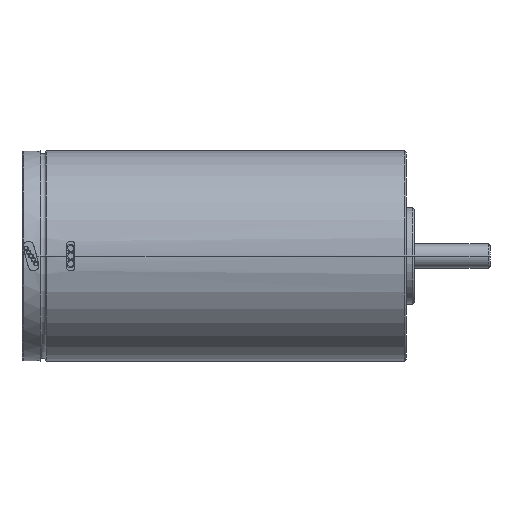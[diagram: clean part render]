
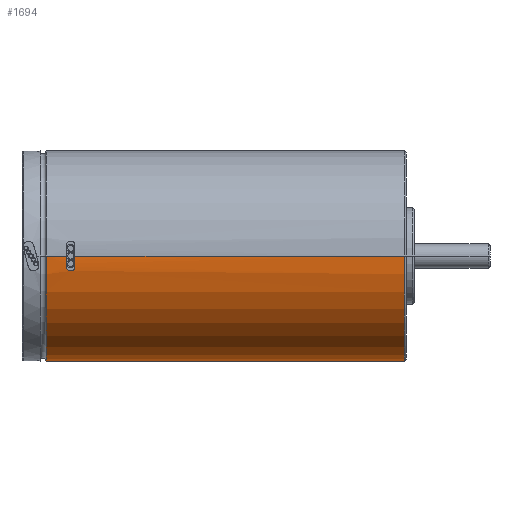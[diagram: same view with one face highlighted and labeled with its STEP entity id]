
A CAD part, front view. The second image highlights one B-rep face of the part: STEP entity #1694.
In plain terms, the highlighted cylindrical face has radius 17.5 mm (diameter 35 mm), a partial arc.
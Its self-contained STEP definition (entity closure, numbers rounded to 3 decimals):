
#296=CARTESIAN_POINT('',(24.7,0.,0.));
#297=DIRECTION('',(-1.,0.,0.));
#298=DIRECTION('',(0.,1.,0.));
#299=AXIS2_PLACEMENT_3D('',#296,#297,#298);
#301=DIRECTION('',(-1.,0.,0.));
#302=VECTOR('',#301,59.7);
#303=CARTESIAN_POINT('',(24.7,17.5,0.));
#304=LINE('',#303,#302);
#305=DIRECTION('',(-1.,0.,0.));
#306=VECTOR('',#305,3.424);
#307=CARTESIAN_POINT('',(-31.576,-17.5,0.));
#308=LINE('',#307,#306);
#309=CARTESIAN_POINT('',(-31.576,0.,0.));
#310=DIRECTION('',(1.,0.,0.));
#311=DIRECTION('',(0.,-1.,0.));
#312=AXIS2_PLACEMENT_3D('',#309,#310,#311);
#314=CARTESIAN_POINT('',(-31.576,-17.407,-1.8));
#315=CARTESIAN_POINT('',(-31.576,-17.399,
-1.884));
#316=CARTESIAN_POINT('',(-31.548,-17.381,
-2.041));
#317=CARTESIAN_POINT('',(-31.425,-17.354,
-2.258));
#318=CARTESIAN_POINT('',(-31.233,-17.332,
-2.418));
#319=CARTESIAN_POINT('',(-31.002,-17.32,
-2.503));
#320=CARTESIAN_POINT('',(-30.753,-17.32,
-2.504));
#321=CARTESIAN_POINT('',(-30.52,-17.332,
-2.419));
#322=CARTESIAN_POINT('',(-30.33,-17.354,
-2.262));
#323=CARTESIAN_POINT('',(-30.204,-17.381,
-2.042));
#324=CARTESIAN_POINT('',(-30.176,-17.398,
-1.884));
#325=CARTESIAN_POINT('',(-30.176,-17.407,-1.8));
#327=CARTESIAN_POINT('',(-30.176,0.,0.));
#328=DIRECTION('',(1.,0.,0.));
#329=DIRECTION('',(0.,-1.,0.));
#330=AXIS2_PLACEMENT_3D('',#327,#328,#329);
#332=DIRECTION('',(-1.,0.,0.));
#333=VECTOR('',#332,54.876);
#334=CARTESIAN_POINT('',(24.7,-17.5,0.));
#335=LINE('',#334,#333);
#558=CARTESIAN_POINT('',(-35.,0.,0.));
#559=DIRECTION('',(-1.,0.,0.));
#560=DIRECTION('',(0.,1.,0.));
#561=AXIS2_PLACEMENT_3D('',#558,#559,#560);
#970=CARTESIAN_POINT('',(-35.,17.5,0.));
#972=VERTEX_POINT('',#970);
#974=CARTESIAN_POINT('',(-35.,-17.5,0.));
#976=VERTEX_POINT('',#974);
#1008=CARTESIAN_POINT('',(-31.576,-17.5,0.));
#1009=VERTEX_POINT('',#1008);
#1010=CARTESIAN_POINT('',(-30.176,-17.5,0.));
#1011=VERTEX_POINT('',#1010);
#1012=CARTESIAN_POINT('',(-31.576,-17.407,-1.8));
#1013=VERTEX_POINT('',#1012);
#1014=VERTEX_POINT('',#325);
#1063=CARTESIAN_POINT('',(24.7,17.5,0.));
#1064=CARTESIAN_POINT('',(24.7,-17.5,0.));
#1065=VERTEX_POINT('',#1063);
#1066=VERTEX_POINT('',#1064);
#1672=CARTESIAN_POINT('',(-42.9,0.,0.));
#1673=DIRECTION('',(1.,0.,0.));
#1674=DIRECTION('',(0.,-1.,0.));
#1675=AXIS2_PLACEMENT_3D('',#1672,#1673,#1674);
#1676=CYLINDRICAL_SURFACE('',#1675,17.5);
#1677=ORIENTED_EDGE('',*,*,#1662,.F.);
#1679=ORIENTED_EDGE('',*,*,#1678,.T.);
#1681=ORIENTED_EDGE('',*,*,#1680,.T.);
#1683=ORIENTED_EDGE('',*,*,#1682,.F.);
#1685=ORIENTED_EDGE('',*,*,#1684,.T.);
#1687=ORIENTED_EDGE('',*,*,#1686,.T.);
#1689=ORIENTED_EDGE('',*,*,#1688,.F.);
#1691=ORIENTED_EDGE('',*,*,#1690,.F.);
#1692=EDGE_LOOP('',(#1677,#1679,#1681,#1683,#1685,#1687,#1689,#1691));
#1693=FACE_OUTER_BOUND('',#1692,.F.);
#300=CIRCLE('',#299,17.5);
#313=CIRCLE('',#312,17.5);
#326=B_SPLINE_CURVE_WITH_KNOTS('',3,(#314,#315,#316,#317,#318,#319,#320,#321,
#322,#323,#324,#325),.UNSPECIFIED.,.F.,.F.,(4,1,1,1,1,1,1,1,1,4),(0.,
0.111,0.222,0.333,0.444,
0.556,0.667,0.778,0.889,1.),
.UNSPECIFIED.);
#331=CIRCLE('',#330,17.5);
#562=CIRCLE('',#561,17.5);
#1662=EDGE_CURVE('',#1065,#1066,#300,.T.);
#1678=EDGE_CURVE('',#1065,#972,#304,.T.);
#1680=EDGE_CURVE('',#972,#976,#562,.T.);
#1682=EDGE_CURVE('',#1009,#976,#308,.T.);
#1684=EDGE_CURVE('',#1009,#1013,#313,.T.);
#1686=EDGE_CURVE('',#1013,#1014,#326,.T.);
#1688=EDGE_CURVE('',#1011,#1014,#331,.T.);
#1690=EDGE_CURVE('',#1066,#1011,#335,.T.);
#1694=ADVANCED_FACE('',(#1693),#1676,.T.);
